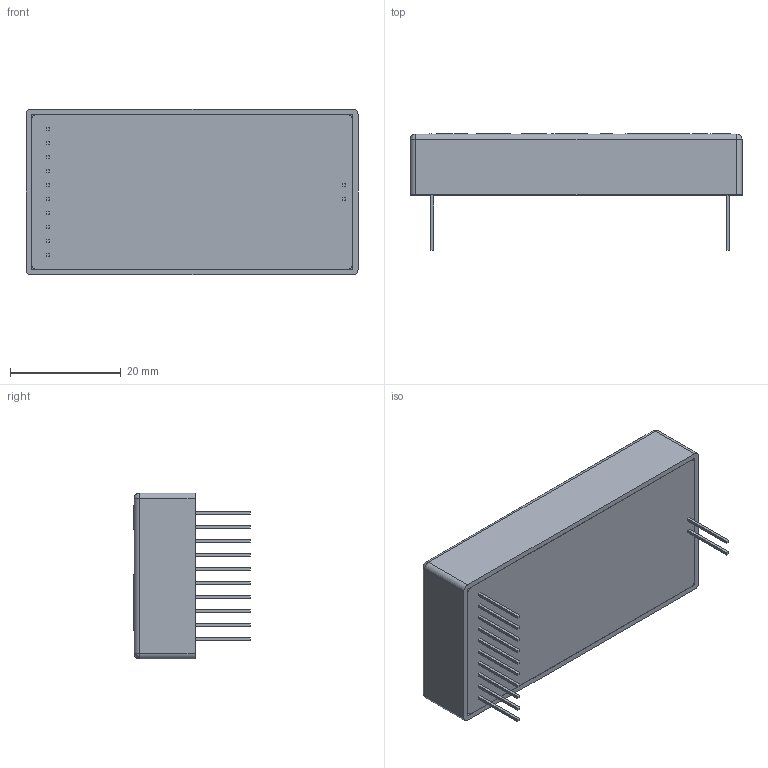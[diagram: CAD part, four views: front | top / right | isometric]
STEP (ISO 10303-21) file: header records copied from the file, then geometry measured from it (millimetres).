
FILE_DESCRIPTION (( 'STEP AP214' ), '1' );
FILE_NAME ('User Library-RF01D.STEP', '2022-02-27T12:07:58', ( '' ), ( '' ), 'SwSTEP 2.0', 'SolidWorks 2021', '' );
FILE_SCHEMA (( 'AUTOMOTIVE_DESIGN' ));
Length unit declared in the file: millimetre
Products named in the file (4): text rf01d; cup box; User Library-RF01D; simple box hole
Assembly tree (3 placements, depth 2):
  User Library-RF01D
    simple box hole
    text rf01d
    cup box
Bounding box: 60 x 21.1 x 30 mm (x, y, z)
Volume: 5177.6 mm3; surface area: 11131.6 mm2
Topology: 16 solids, 16 shells, 285 faces, 712 edges, 468 vertices
Faces by surface type: plane 192, bspline 81, cylinder 12
Entity records: 15870 total; most frequent: CARTESIAN_POINT 6172, ORIENTED_EDGE 1416, DIRECTION 998, EDGE_CURVE 708, LINE 530, VECTOR 530, VERTEX_POINT 468, EDGE_LOOP 310
